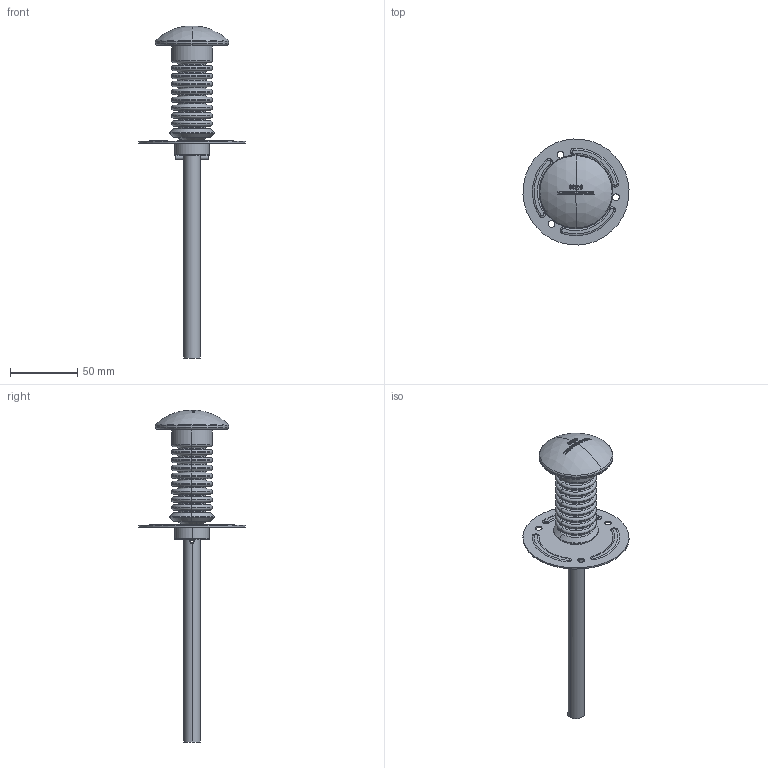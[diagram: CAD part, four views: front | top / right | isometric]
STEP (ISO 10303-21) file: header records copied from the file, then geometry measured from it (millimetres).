
FILE_DESCRIPTION (( 'STEP AP214' ), '1' );
FILE_NAME ('04539-Cooler Latch Light Duty Inside Release.STEP', '2018-11-04T22:52:08', ( '' ), ( '' ), 'SwSTEP 2.0', 'SolidWorks 2018', '' );
FILE_SCHEMA (( 'AUTOMOTIVE_DESIGN' ));
Length unit declared in the file: millimetre
Products named in the file (9): 4539-4; 4539-7; 04539-Cooler Latch Light Duty Inside Release; 4539-1; 4539-6; 4539-8; 4539-2; 4539-5; 4539-3
Assembly tree (8 placements, depth 2):
  04539-Cooler Latch Light Duty Inside Release
    4539-1
    4539-2
    4539-3
    4539-4
    4539-5
    4539-6
    4539-7
    4539-8
Bounding box: 78.92 x 78.92 x 247.17 mm (x, y, z)
Volume: 81455.2 mm3; surface area: 51494.7 mm2
Topology: 9 solids, 9 shells, 570 faces, 1398 edges, 896 vertices
Faces by surface type: bspline 245, torus 135, cylinder 74, plane 66, sphere 38, cone 12
Entity records: 36064 total; most frequent: CARTESIAN_POINT 23996, ORIENTED_EDGE 2796, DIRECTION 1806, EDGE_CURVE 1398, VERTEX_POINT 896, AXIS2_PLACEMENT_3D 839, B_SPLINE_CURVE_WITH_KNOTS 767, EDGE_LOOP 644
